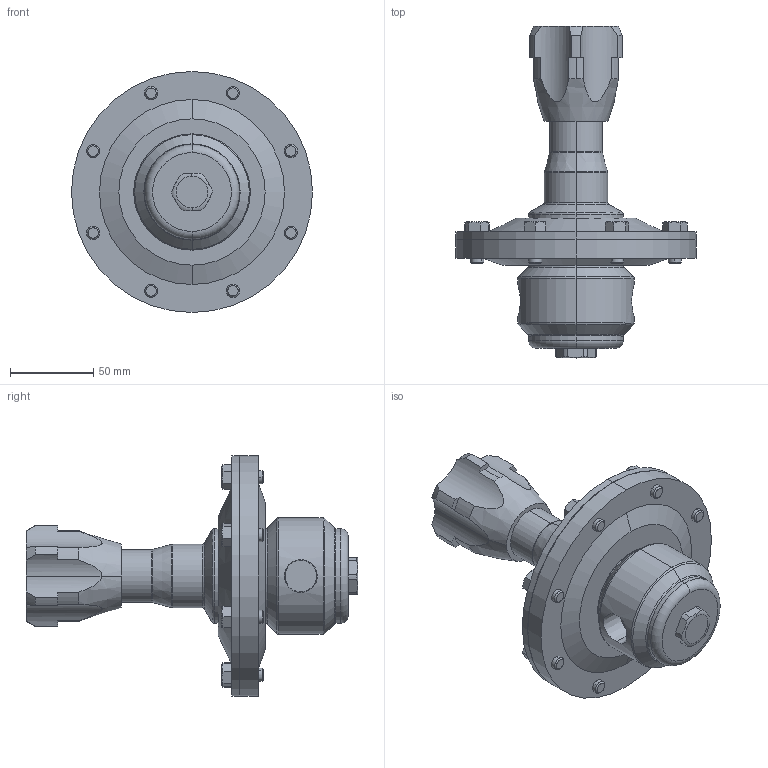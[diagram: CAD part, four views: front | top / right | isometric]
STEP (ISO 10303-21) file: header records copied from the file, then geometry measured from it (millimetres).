
FILE_DESCRIPTION (( 'STEP AP203' ), '1' );
FILE_NAME ('JRHL-050-6L-CA.step', '2017-09-20T13:49:07', ( '' ), ( '' ), 'SwSTEP 2.0', 'SolidWorks 2014', '' );
FILE_SCHEMA (( 'CONFIG_CONTROL_DESIGN' ));
Length unit declared in the file: inch
Products named in the file (1): JRHL-050-6L-CA
Bounding box: 144.78 x 199.39 x 144.78 mm (x, y, z)
Volume: 691671.1 mm3; surface area: 73946.8 mm2
Topology: 1 solids, 1 shells, 257 faces, 589 edges, 359 vertices
Faces by surface type: cone 91, plane 87, cylinder 59, torus 20
Entity records: 8122 total; most frequent: CARTESIAN_POINT 2302, DIRECTION 1226, ORIENTED_EDGE 1178, EDGE_CURVE 589, AXIS2_PLACEMENT_3D 508, VERTEX_POINT 359, EDGE_LOOP 282, FACE_OUTER_BOUND 257
